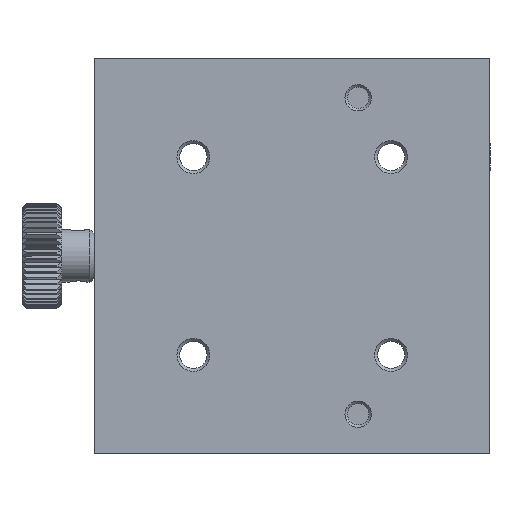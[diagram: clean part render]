
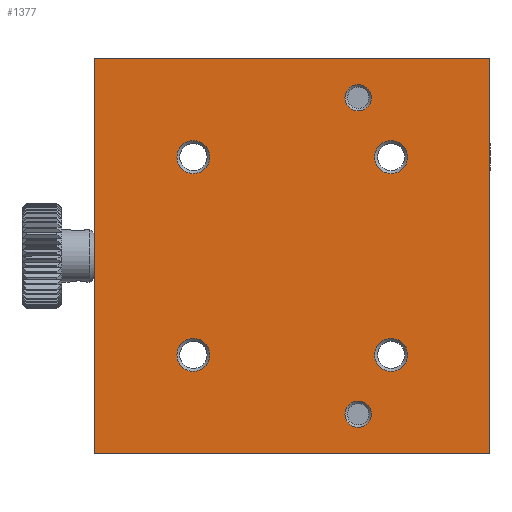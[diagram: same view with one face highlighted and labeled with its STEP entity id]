
A CAD part, front view. The second image highlights one B-rep face of the part: STEP entity #1377.
In plain terms, the highlighted planar face has unit normal (0, -1, 0).
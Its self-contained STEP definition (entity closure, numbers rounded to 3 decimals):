
#41 = CIRCLE ( 'NONE', #8797, 2. ) ;
#321 = PLANE ( 'NONE',  #2502 ) ;
#345 = CARTESIAN_POINT ( 'NONE',  ( 15., 0., 12.5 ) ) ;
#592 = CARTESIAN_POINT ( 'NONE',  ( 15., 0., -17.5 ) ) ;
#631 = EDGE_LOOP ( 'NONE', ( #3364 ) ) ;
#762 = CARTESIAN_POINT ( 'NONE',  ( -30., 0., -30. ) ) ;
#772 = CARTESIAN_POINT ( 'NONE',  ( 10., 0., 22. ) ) ;
#898 = VECTOR ( 'NONE', #1634, 1000. ) ;
#961 = EDGE_CURVE ( 'NONE', #2228, #5002, #1837, .T. ) ;
#1101 = ORIENTED_EDGE ( 'NONE', *, *, #4479, .F. ) ;
#1141 = DIRECTION ( 'NONE',  ( 0., 0., 1. ) ) ;
#1354 = DIRECTION ( 'NONE',  ( 0., -1., 0. ) ) ;
#1377 = ADVANCED_FACE ( 'NONE', ( #5836, #9664, #8219, #6619, #4199, #5889, #4248 ), #321, .F. ) ;
#1430 = VECTOR ( 'NONE', #2116, 1000. ) ;
#1587 = EDGE_CURVE ( 'NONE', #7851, #7851, #10095, .T. ) ;
#1634 = DIRECTION ( 'NONE',  ( -1., 0., 0. ) ) ;
#1668 = VECTOR ( 'NONE', #6676, 1000. ) ;
#1772 = DIRECTION ( 'NONE',  ( 0., -1., 0. ) ) ;
#1826 = AXIS2_PLACEMENT_3D ( 'NONE', #9920, #5116, #4499 ) ;
#1837 = LINE ( 'NONE', #4975, #1668 ) ;
#1955 = ORIENTED_EDGE ( 'NONE', *, *, #2910, .F. ) ;
#1968 = CARTESIAN_POINT ( 'NONE',  ( -15., 0., -15. ) ) ;
#2068 = CARTESIAN_POINT ( 'NONE',  ( -30., 0., 30. ) ) ;
#2116 = DIRECTION ( 'NONE',  ( 1., 0., 0. ) ) ;
#2228 = VERTEX_POINT ( 'NONE', #4310 ) ;
#2301 = EDGE_LOOP ( 'NONE', ( #9975 ) ) ;
#2355 = CIRCLE ( 'NONE', #3863, 2.5 ) ;
#2502 = AXIS2_PLACEMENT_3D ( 'NONE', #2540, #2591, #1141 ) ;
#2538 = CARTESIAN_POINT ( 'NONE',  ( 15., 0., 15. ) ) ;
#2540 = CARTESIAN_POINT ( 'NONE',  ( -30., 0., 30. ) ) ;
#2591 = DIRECTION ( 'NONE',  ( 0., 1., 0. ) ) ;
#2747 = CIRCLE ( 'NONE', #6216, 2.5 ) ;
#2749 = EDGE_CURVE ( 'NONE', #3108, #3108, #41, .T. ) ;
#2768 = VERTEX_POINT ( 'NONE', #345 ) ;
#2836 = CARTESIAN_POINT ( 'NONE',  ( -30., 0., 30. ) ) ;
#2910 = EDGE_CURVE ( 'NONE', #3096, #7113, #3567, .T. ) ;
#2941 = ORIENTED_EDGE ( 'NONE', *, *, #10090, .F. ) ;
#3028 = EDGE_CURVE ( 'NONE', #6145, #6145, #2355, .T. ) ;
#3096 = VERTEX_POINT ( 'NONE', #762 ) ;
#3108 = VERTEX_POINT ( 'NONE', #10225 ) ;
#3206 = CARTESIAN_POINT ( 'NONE',  ( -15., 0., -17.5 ) ) ;
#3364 = ORIENTED_EDGE ( 'NONE', *, *, #7496, .F. ) ;
#3499 = CARTESIAN_POINT ( 'NONE',  ( -15., 0., 12.5 ) ) ;
#3567 = LINE ( 'NONE', #2068, #4678 ) ;
#3863 = AXIS2_PLACEMENT_3D ( 'NONE', #1968, #7476, #5105 ) ;
#3906 = CARTESIAN_POINT ( 'NONE',  ( -30., 0., -30. ) ) ;
#3971 = DIRECTION ( 'NONE',  ( 0., -1., 0. ) ) ;
#4097 = DIRECTION ( 'NONE',  ( 0., 0., -1. ) ) ;
#4199 = FACE_BOUND ( 'NONE', #9681, .T. ) ;
#4248 = FACE_BOUND ( 'NONE', #7536, .T. ) ;
#4273 = CARTESIAN_POINT ( 'NONE',  ( -30., 0., 30. ) ) ;
#4310 = CARTESIAN_POINT ( 'NONE',  ( 30., 0., 30. ) ) ;
#4420 = VERTEX_POINT ( 'NONE', #592 ) ;
#4479 = EDGE_CURVE ( 'NONE', #5002, #3096, #8701, .T. ) ;
#4499 = DIRECTION ( 'NONE',  ( 0., 0., -1. ) ) ;
#4659 = CARTESIAN_POINT ( 'NONE',  ( 30., 0., -30. ) ) ;
#4678 = VECTOR ( 'NONE', #5317, 1000. ) ;
#4975 = CARTESIAN_POINT ( 'NONE',  ( 30., 0., 30. ) ) ;
#5002 = VERTEX_POINT ( 'NONE', #4659 ) ;
#5053 = ORIENTED_EDGE ( 'NONE', *, *, #961, .F. ) ;
#5102 = ORIENTED_EDGE ( 'NONE', *, *, #1587, .F. ) ;
#5105 = DIRECTION ( 'NONE',  ( 0., 0., -1. ) ) ;
#5116 = DIRECTION ( 'NONE',  ( 0., -1., 0. ) ) ;
#5145 = AXIS2_PLACEMENT_3D ( 'NONE', #8819, #3971, #7887 ) ;
#5317 = DIRECTION ( 'NONE',  ( 0., 0., 1. ) ) ;
#5383 = DIRECTION ( 'NONE',  ( 0., 0., -1. ) ) ;
#5836 = FACE_OUTER_BOUND ( 'NONE', #8013, .T. ) ;
#5889 = FACE_BOUND ( 'NONE', #2301, .T. ) ;
#5980 = EDGE_LOOP ( 'NONE', ( #2941 ) ) ;
#6145 = VERTEX_POINT ( 'NONE', #3206 ) ;
#6146 = CARTESIAN_POINT ( 'NONE',  ( 10., 0., -24. ) ) ;
#6216 = AXIS2_PLACEMENT_3D ( 'NONE', #2538, #1772, #4097 ) ;
#6331 = EDGE_LOOP ( 'NONE', ( #6976 ) ) ;
#6376 = AXIS2_PLACEMENT_3D ( 'NONE', #7643, #1354, #9915 ) ;
#6600 = CIRCLE ( 'NONE', #1826, 2.5 ) ;
#6615 = EDGE_CURVE ( 'NONE', #7113, #2228, #7532, .T. ) ;
#6619 = FACE_BOUND ( 'NONE', #5980, .T. ) ;
#6676 = DIRECTION ( 'NONE',  ( 0., 0., -1. ) ) ;
#6928 = ORIENTED_EDGE ( 'NONE', *, *, #6615, .F. ) ;
#6973 = ORIENTED_EDGE ( 'NONE', *, *, #3028, .F. ) ;
#6976 = ORIENTED_EDGE ( 'NONE', *, *, #7616, .F. ) ;
#7113 = VERTEX_POINT ( 'NONE', #4273 ) ;
#7476 = DIRECTION ( 'NONE',  ( 0., -1., 0. ) ) ;
#7496 = EDGE_CURVE ( 'NONE', #2768, #2768, #2747, .T. ) ;
#7515 = VERTEX_POINT ( 'NONE', #3499 ) ;
#7532 = LINE ( 'NONE', #2836, #1430 ) ;
#7536 = EDGE_LOOP ( 'NONE', ( #5102 ) ) ;
#7616 = EDGE_CURVE ( 'NONE', #7515, #7515, #9353, .T. ) ;
#7643 = CARTESIAN_POINT ( 'NONE',  ( -15., 0., 15. ) ) ;
#7851 = VERTEX_POINT ( 'NONE', #772 ) ;
#7887 = DIRECTION ( 'NONE',  ( 0., 0., -1. ) ) ;
#8013 = EDGE_LOOP ( 'NONE', ( #5053, #6928, #1955, #1101 ) ) ;
#8219 = FACE_BOUND ( 'NONE', #6331, .T. ) ;
#8701 = LINE ( 'NONE', #3906, #898 ) ;
#8797 = AXIS2_PLACEMENT_3D ( 'NONE', #6146, #9455, #5383 ) ;
#8819 = CARTESIAN_POINT ( 'NONE',  ( 10., 0., 24. ) ) ;
#9353 = CIRCLE ( 'NONE', #6376, 2.5 ) ;
#9455 = DIRECTION ( 'NONE',  ( 0., -1., 0. ) ) ;
#9664 = FACE_BOUND ( 'NONE', #631, .T. ) ;
#9681 = EDGE_LOOP ( 'NONE', ( #6973 ) ) ;
#9915 = DIRECTION ( 'NONE',  ( 0., 0., -1. ) ) ;
#9920 = CARTESIAN_POINT ( 'NONE',  ( 15., 0., -15. ) ) ;
#9975 = ORIENTED_EDGE ( 'NONE', *, *, #2749, .F. ) ;
#10090 = EDGE_CURVE ( 'NONE', #4420, #4420, #6600, .T. ) ;
#10095 = CIRCLE ( 'NONE', #5145, 2. ) ;
#10225 = CARTESIAN_POINT ( 'NONE',  ( 10., 0., -26. ) ) ;
